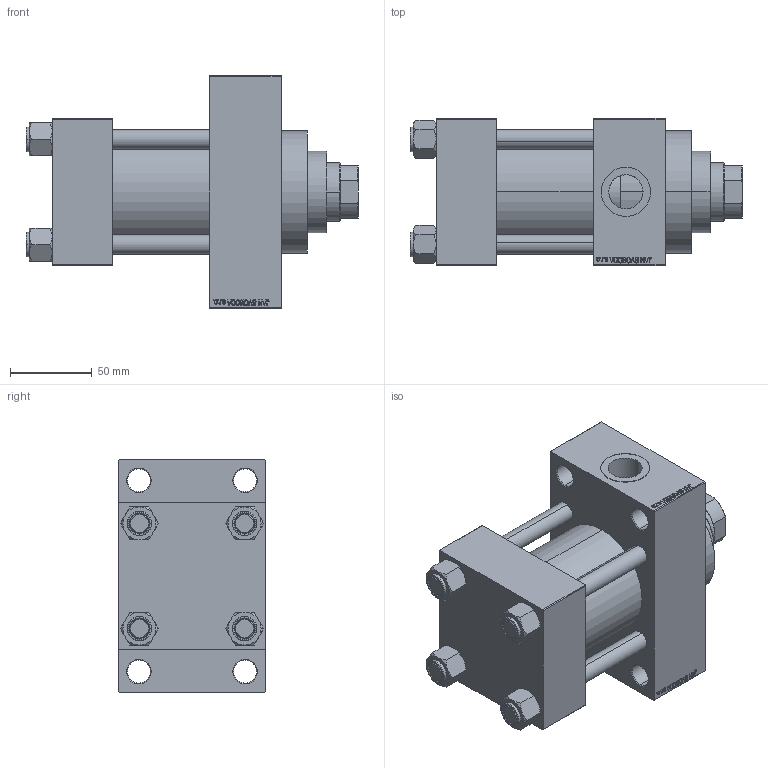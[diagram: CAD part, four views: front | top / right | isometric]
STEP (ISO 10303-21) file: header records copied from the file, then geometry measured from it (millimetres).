
FILE_DESCRIPTION (( 'STEP AP203' ), '1' );
FILE_NAME ('8eb9.STEP', '2023-08-22T17:53:24', ( '' ), ( '' ), 'SwSTEP 2.0', 'SolidWorks 2019', '' );
FILE_SCHEMA (( 'CONFIG_CONTROL_DESIGN' ));
Length unit declared in the file: millimetre
Products named in the file (6): V215CR_D_TYCINKA f2e7b2541f6a80e1f6a6bc4e1c49b9b0; V215CR_VCP_D f2e7b2541f6a80e1f6a6bc4e1c49b9b0; 8eb9; V215CR_D_Body f2e7b2541f6a80e1f6a6bc4e1c49b9b0; NUT_M5_D f2e7b2541f6a80e1f6a6bc4e1c49b9b0; V215_VC_A f2e7b2541f6a80e1f6a6bc4e1c49b9b0
Assembly tree (11 placements, depth 2):
  8eb9
    V215CR_D_Body f2e7b2541f6a80e1f6a6bc4e1c49b9b0
    V215CR_VCP_D f2e7b2541f6a80e1f6a6bc4e1c49b9b0
    NUT_M5_D f2e7b2541f6a80e1f6a6bc4e1c49b9b0  x4
    V215CR_D_TYCINKA f2e7b2541f6a80e1f6a6bc4e1c49b9b0  x4
    V215_VC_A f2e7b2541f6a80e1f6a6bc4e1c49b9b0
Bounding box: 203 x 90 x 142 mm (x, y, z)
Volume: 1111447.1 mm3; surface area: 205789.3 mm2
Topology: 11 solids, 11 shells, 1104 faces, 2750 edges, 1779 vertices
Faces by surface type: plane 497, bspline 368, cone 142, cylinder 89, torus 8
Entity records: 47216 total; most frequent: CARTESIAN_POINT 25072, ORIENTED_EDGE 4992, DIRECTION 3194, EDGE_CURVE 2496, VERTEX_POINT 1635, LINE 1504, VECTOR 1504, EDGE_LOOP 1115
